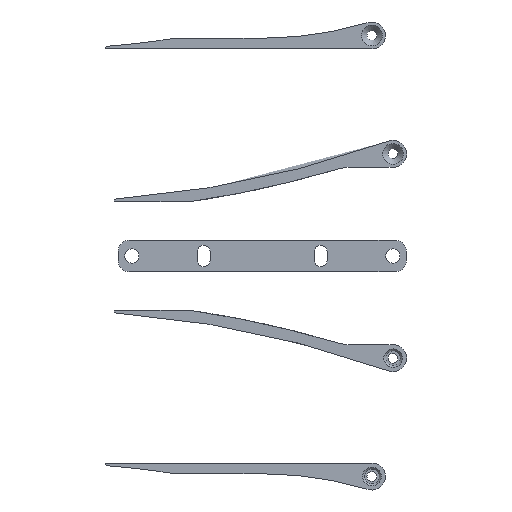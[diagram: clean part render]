
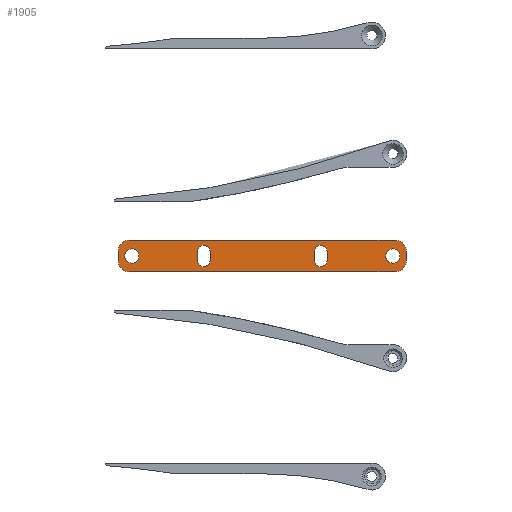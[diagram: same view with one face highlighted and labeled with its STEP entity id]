
A CAD part, front view. The second image highlights one B-rep face of the part: STEP entity #1905.
In plain terms, the highlighted planar face has unit normal (0, -1, 0).
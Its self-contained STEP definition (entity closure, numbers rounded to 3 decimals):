
#148=FACE_BOUND('',#514,.T.);
#149=FACE_BOUND('',#515,.T.);
#150=FACE_BOUND('',#516,.T.);
#151=FACE_BOUND('',#517,.T.);
#168=CIRCLE('',#2018,1.4);
#170=CIRCLE('',#2022,1.4);
#172=CIRCLE('',#2025,2.5);
#174=CIRCLE('',#2029,2.5);
#177=CIRCLE('',#2034,1.6);
#179=CIRCLE('',#2037,1.6);
#180=CIRCLE('',#2039,1.4);
#182=CIRCLE('',#2043,1.4);
#184=CIRCLE('',#2048,2.5);
#186=CIRCLE('',#2052,2.5);
#411=FACE_OUTER_BOUND('',#513,.T.);
#513=EDGE_LOOP('',(#1393,#1394,#1395,#1396,#1397,#1398,#1399,#1400));
#514=EDGE_LOOP('',(#1401));
#515=EDGE_LOOP('',(#1402,#1403,#1404,#1405));
#516=EDGE_LOOP('',(#1406,#1407,#1408,#1409));
#517=EDGE_LOOP('',(#1410));
#617=LINE('',#2983,#753);
#622=LINE('',#2998,#758);
#629=LINE('',#3021,#765);
#633=LINE('',#3033,#769);
#639=LINE('',#3056,#775);
#642=LINE('',#3065,#778);
#644=LINE('',#3069,#780);
#648=LINE('',#3081,#784);
#753=VECTOR('',#2295,10.);
#758=VECTOR('',#2308,10.);
#765=VECTOR('',#2329,10.);
#769=VECTOR('',#2341,10.);
#775=VECTOR('',#2367,10.);
#778=VECTOR('',#2378,10.);
#780=VECTOR('',#2382,10.);
#784=VECTOR('',#2394,10.);
#889=VERTEX_POINT('',#2981);
#890=VERTEX_POINT('',#2982);
#893=VERTEX_POINT('',#2990);
#895=VERTEX_POINT('',#2996);
#896=VERTEX_POINT('',#2997);
#899=VERTEX_POINT('',#3005);
#901=VERTEX_POINT('',#3011);
#902=VERTEX_POINT('',#3012);
#905=VERTEX_POINT('',#3020);
#907=VERTEX_POINT('',#3026);
#909=VERTEX_POINT('',#3032);
#912=VERTEX_POINT('',#3040);
#914=VERTEX_POINT('',#3046);
#915=VERTEX_POINT('',#3050);
#917=VERTEX_POINT('',#3059);
#919=VERTEX_POINT('',#3068);
#921=VERTEX_POINT('',#3074);
#923=VERTEX_POINT('',#3080);
#1061=EDGE_CURVE('',#889,#890,#617,.T.);
#1065=EDGE_CURVE('',#893,#889,#168,.T.);
#1068=EDGE_CURVE('',#895,#896,#622,.T.);
#1072=EDGE_CURVE('',#899,#895,#170,.T.);
#1075=EDGE_CURVE('',#901,#902,#172,.T.);
#1079=EDGE_CURVE('',#905,#901,#629,.T.);
#1082=EDGE_CURVE('',#907,#905,#174,.T.);
#1085=EDGE_CURVE('',#909,#907,#633,.T.);
#1090=EDGE_CURVE('',#912,#912,#177,.T.);
#1093=EDGE_CURVE('',#914,#914,#179,.T.);
#1094=EDGE_CURVE('',#890,#915,#180,.T.);
#1097=EDGE_CURVE('',#915,#893,#639,.T.);
#1099=EDGE_CURVE('',#896,#917,#182,.T.);
#1102=EDGE_CURVE('',#917,#899,#642,.T.);
#1104=EDGE_CURVE('',#902,#919,#644,.T.);
#1107=EDGE_CURVE('',#919,#921,#184,.T.);
#1110=EDGE_CURVE('',#921,#923,#648,.T.);
#1113=EDGE_CURVE('',#923,#909,#186,.T.);
#1393=ORIENTED_EDGE('',*,*,#1085,.T.);
#1394=ORIENTED_EDGE('',*,*,#1082,.T.);
#1395=ORIENTED_EDGE('',*,*,#1079,.T.);
#1396=ORIENTED_EDGE('',*,*,#1075,.T.);
#1397=ORIENTED_EDGE('',*,*,#1104,.T.);
#1398=ORIENTED_EDGE('',*,*,#1107,.T.);
#1399=ORIENTED_EDGE('',*,*,#1110,.T.);
#1400=ORIENTED_EDGE('',*,*,#1113,.T.);
#1401=ORIENTED_EDGE('',*,*,#1093,.T.);
#1402=ORIENTED_EDGE('',*,*,#1072,.T.);
#1403=ORIENTED_EDGE('',*,*,#1068,.T.);
#1404=ORIENTED_EDGE('',*,*,#1099,.T.);
#1405=ORIENTED_EDGE('',*,*,#1102,.T.);
#1406=ORIENTED_EDGE('',*,*,#1065,.T.);
#1407=ORIENTED_EDGE('',*,*,#1061,.T.);
#1408=ORIENTED_EDGE('',*,*,#1094,.T.);
#1409=ORIENTED_EDGE('',*,*,#1097,.T.);
#1410=ORIENTED_EDGE('',*,*,#1090,.T.);
#1849=PLANE('',#2054);
#1905=ADVANCED_FACE('',(#411,#148,#149,#150,#151),#1849,.F.);
#2018=AXIS2_PLACEMENT_3D('',#2991,#2301,#2302);
#2022=AXIS2_PLACEMENT_3D('',#3006,#2314,#2315);
#2025=AXIS2_PLACEMENT_3D('',#3013,#2321,#2322);
#2029=AXIS2_PLACEMENT_3D('',#3027,#2334,#2335);
#2034=AXIS2_PLACEMENT_3D('',#3042,#2349,#2350);
#2037=AXIS2_PLACEMENT_3D('',#3048,#2356,#2357);
#2039=AXIS2_PLACEMENT_3D('',#3051,#2360,#2361);
#2043=AXIS2_PLACEMENT_3D('',#3060,#2371,#2372);
#2048=AXIS2_PLACEMENT_3D('',#3075,#2387,#2388);
#2052=AXIS2_PLACEMENT_3D('',#3086,#2399,#2400);
#2054=AXIS2_PLACEMENT_3D('',#3088,#2403,#2404);
#2295=DIRECTION('',(0.,0.,-1.));
#2301=DIRECTION('center_axis',(0.,1.,0.));
#2302=DIRECTION('ref_axis',(1.,0.,0.));
#2308=DIRECTION('',(0.,0.,-1.));
#2314=DIRECTION('center_axis',(0.,1.,0.));
#2315=DIRECTION('ref_axis',(1.,0.,0.));
#2321=DIRECTION('center_axis',(0.,-1.,0.));
#2322=DIRECTION('ref_axis',(1.,0.,0.));
#2329=DIRECTION('',(1.,0.,0.));
#2334=DIRECTION('center_axis',(0.,-1.,0.));
#2335=DIRECTION('ref_axis',(0.,0.,-1.));
#2341=DIRECTION('',(0.,0.,-1.));
#2349=DIRECTION('center_axis',(0.,1.,0.));
#2350=DIRECTION('ref_axis',(1.,0.,0.));
#2356=DIRECTION('center_axis',(0.,1.,0.));
#2357=DIRECTION('ref_axis',(1.,0.,0.));
#2360=DIRECTION('center_axis',(0.,1.,0.));
#2361=DIRECTION('ref_axis',(-1.,0.,0.));
#2367=DIRECTION('',(0.,0.,1.));
#2371=DIRECTION('center_axis',(0.,1.,0.));
#2372=DIRECTION('ref_axis',(-1.,0.,0.));
#2378=DIRECTION('',(0.,0.,1.));
#2382=DIRECTION('',(0.,0.,1.));
#2387=DIRECTION('center_axis',(0.,-1.,0.));
#2388=DIRECTION('ref_axis',(0.,0.,1.));
#2394=DIRECTION('',(-1.,0.,0.));
#2399=DIRECTION('center_axis',(0.,-1.,0.));
#2400=DIRECTION('ref_axis',(-1.,0.,0.));
#2403=DIRECTION('center_axis',(0.,1.,0.));
#2404=DIRECTION('ref_axis',(0.,0.,1.));
#2981=CARTESIAN_POINT('',(74.4,-2.8,1.));
#2982=CARTESIAN_POINT('',(74.4,-2.8,-1.));
#2983=CARTESIAN_POINT('',(74.4,-2.8,-0.5));
#2990=CARTESIAN_POINT('',(71.6,-2.8,1.));
#2991=CARTESIAN_POINT('Origin',(73.,-2.8,1.));
#2996=CARTESIAN_POINT('',(48.4,-2.8,1.));
#2997=CARTESIAN_POINT('',(48.4,-2.8,-1.));
#2998=CARTESIAN_POINT('',(48.4,-2.8,-0.5));
#3005=CARTESIAN_POINT('',(45.6,-2.8,1.));
#3006=CARTESIAN_POINT('Origin',(47.,-2.8,1.));
#3011=CARTESIAN_POINT('',(89.5,-2.8,-3.5));
#3012=CARTESIAN_POINT('',(92.,-2.8,-1.));
#3013=CARTESIAN_POINT('Origin',(89.5,-2.8,-1.));
#3020=CARTESIAN_POINT('',(30.5,-2.8,-3.5));
#3021=CARTESIAN_POINT('',(74.75,-2.8,-3.5));
#3026=CARTESIAN_POINT('',(28.,-2.8,-1.));
#3027=CARTESIAN_POINT('Origin',(30.5,-2.8,-1.));
#3032=CARTESIAN_POINT('',(28.,-2.8,1.));
#3033=CARTESIAN_POINT('',(28.,-2.8,-0.5));
#3040=CARTESIAN_POINT('',(87.4,-2.8,0.));
#3042=CARTESIAN_POINT('Origin',(89.,-2.8,0.));
#3046=CARTESIAN_POINT('',(29.4,-2.8,0.));
#3048=CARTESIAN_POINT('Origin',(31.,-2.8,0.));
#3050=CARTESIAN_POINT('',(71.6,-2.8,-1.));
#3051=CARTESIAN_POINT('Origin',(73.,-2.8,-1.));
#3056=CARTESIAN_POINT('',(71.6,-2.8,0.5));
#3059=CARTESIAN_POINT('',(45.6,-2.8,-1.));
#3060=CARTESIAN_POINT('Origin',(47.,-2.8,-1.));
#3065=CARTESIAN_POINT('',(45.6,-2.8,0.5));
#3068=CARTESIAN_POINT('',(92.,-2.8,1.));
#3069=CARTESIAN_POINT('',(92.,-2.8,0.5));
#3074=CARTESIAN_POINT('',(89.5,-2.8,3.5));
#3075=CARTESIAN_POINT('Origin',(89.5,-2.8,1.));
#3080=CARTESIAN_POINT('',(30.5,-2.8,3.5));
#3081=CARTESIAN_POINT('',(45.25,-2.8,3.5));
#3086=CARTESIAN_POINT('Origin',(30.5,-2.8,1.));
#3088=CARTESIAN_POINT('Origin',(60.,-2.8,0.));
